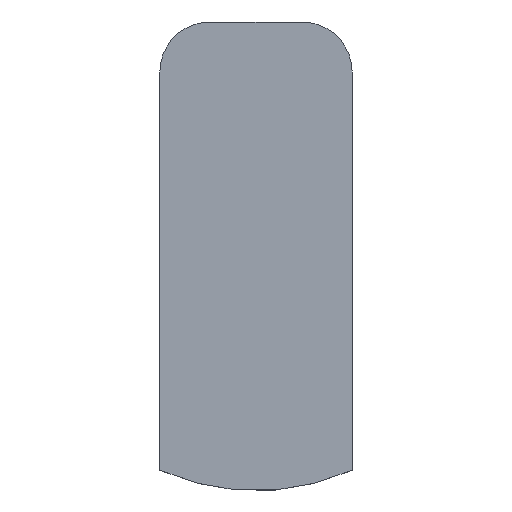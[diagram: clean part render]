
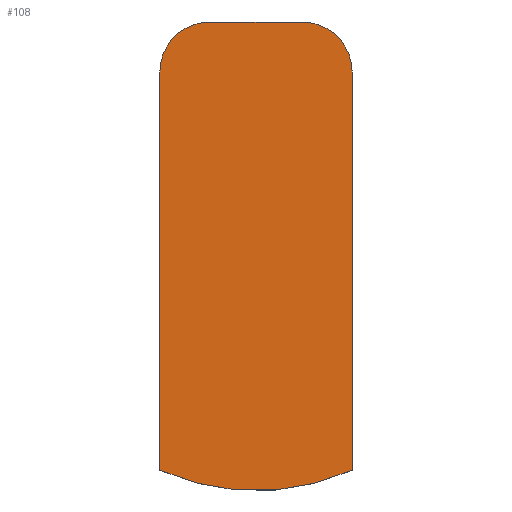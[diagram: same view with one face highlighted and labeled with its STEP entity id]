
A CAD part, top view. The second image highlights one B-rep face of the part: STEP entity #108.
In plain terms, the highlighted planar face has unit normal (0, 0, 1).
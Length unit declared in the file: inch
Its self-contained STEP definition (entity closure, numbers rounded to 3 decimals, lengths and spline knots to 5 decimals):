
#17 = CARTESIAN_POINT ( 'NONE',  ( 0., 0., 0.025 ) ) ;
#30 = ORIENTED_EDGE ( 'NONE', *, *, #185, .T. ) ;
#33 = CIRCLE ( 'NONE', #175, 0.032 ) ;
#34 = FACE_OUTER_BOUND ( 'NONE', #77, .T. ) ;
#37 = EDGE_CURVE ( 'NONE', #160, #104, #131, .T. ) ;
#41 = CARTESIAN_POINT ( 'NONE',  ( -0.0295, 0.118, 0.025 ) ) ;
#51 = ORIENTED_EDGE ( 'NONE', *, *, #195, .T. ) ;
#52 = DIRECTION ( 'NONE',  ( 1., 0., 0. ) ) ;
#65 = CARTESIAN_POINT ( 'NONE',  ( -0.0615, -0.13681, 0.025 ) ) ;
#72 = CIRCLE ( 'NONE', #154, 0.032 ) ;
#73 = VERTEX_POINT ( 'NONE', #170 ) ;
#77 = EDGE_LOOP ( 'NONE', ( #30, #103, #165, #228, #51, #146 ) ) ;
#79 = VERTEX_POINT ( 'NONE', #276 ) ;
#80 = CARTESIAN_POINT ( 'NONE',  ( 0.0295, 0.118, 0.025 ) ) ;
#92 = VECTOR ( 'NONE', #130, 39.37008 ) ;
#94 = VECTOR ( 'NONE', #263, 39.37008 ) ;
#98 = EDGE_CURVE ( 'NONE', #79, #168, #190, .T. ) ;
#103 = ORIENTED_EDGE ( 'NONE', *, *, #98, .T. ) ;
#104 = VERTEX_POINT ( 'NONE', #107 ) ;
#107 = CARTESIAN_POINT ( 'NONE',  ( -0.0295, 0.15, 0.025 ) ) ;
#108 = ADVANCED_FACE ( 'NONE', ( #34 ), #259, .T. ) ;
#109 = DIRECTION ( 'NONE',  ( 1., 0., 0. ) ) ;
#114 = LINE ( 'NONE', #262, #94 ) ;
#124 = EDGE_CURVE ( 'NONE', #168, #160, #33, .T. ) ;
#127 = VECTOR ( 'NONE', #236, 39.37008 ) ;
#130 = DIRECTION ( 'NONE',  ( -1., 0., 0. ) ) ;
#131 = LINE ( 'NONE', #151, #92 ) ;
#133 = AXIS2_PLACEMENT_3D ( 'NONE', #17, #237, #109 ) ;
#137 = DIRECTION ( 'NONE',  ( 0., 0., 1. ) ) ;
#146 = ORIENTED_EDGE ( 'NONE', *, *, #206, .T. ) ;
#151 = CARTESIAN_POINT ( 'NONE',  ( 0.0295, 0.15, 0.025 ) ) ;
#154 = AXIS2_PLACEMENT_3D ( 'NONE', #41, #240, #159 ) ;
#159 = DIRECTION ( 'NONE',  ( 1., 0., 0. ) ) ;
#160 = VERTEX_POINT ( 'NONE', #177 ) ;
#165 = ORIENTED_EDGE ( 'NONE', *, *, #124, .T. ) ;
#168 = VERTEX_POINT ( 'NONE', #181 ) ;
#170 = CARTESIAN_POINT ( 'NONE',  ( -0.0615, 0.118, 0.025 ) ) ;
#175 = AXIS2_PLACEMENT_3D ( 'NONE', #80, #253, #52 ) ;
#177 = CARTESIAN_POINT ( 'NONE',  ( 0.0295, 0.15, 0.025 ) ) ;
#179 = CARTESIAN_POINT ( 'NONE',  ( 0., 0., 0.025 ) ) ;
#181 = CARTESIAN_POINT ( 'NONE',  ( 0.0615, 0.118, 0.025 ) ) ;
#185 = EDGE_CURVE ( 'NONE', #210, #79, #245, .T. ) ;
#190 = LINE ( 'NONE', #213, #127 ) ;
#195 = EDGE_CURVE ( 'NONE', #104, #73, #72, .T. ) ;
#198 = AXIS2_PLACEMENT_3D ( 'NONE', #179, #137, #221 ) ;
#206 = EDGE_CURVE ( 'NONE', #73, #210, #114, .T. ) ;
#210 = VERTEX_POINT ( 'NONE', #65 ) ;
#213 = CARTESIAN_POINT ( 'NONE',  ( 0.0615, -0.13681, 0.025 ) ) ;
#221 = DIRECTION ( 'NONE',  ( 1., 0., 0. ) ) ;
#228 = ORIENTED_EDGE ( 'NONE', *, *, #37, .T. ) ;
#236 = DIRECTION ( 'NONE',  ( 0., 1., 0. ) ) ;
#237 = DIRECTION ( 'NONE',  ( 0., 0., 1. ) ) ;
#240 = DIRECTION ( 'NONE',  ( 0., 0., 1. ) ) ;
#245 = CIRCLE ( 'NONE', #198, 0.15 ) ;
#253 = DIRECTION ( 'NONE',  ( 0., 0., 1. ) ) ;
#259 = PLANE ( 'NONE',  #133 ) ;
#262 = CARTESIAN_POINT ( 'NONE',  ( -0.0615, -0.13681, 0.025 ) ) ;
#263 = DIRECTION ( 'NONE',  ( 0., -1., 0. ) ) ;
#276 = CARTESIAN_POINT ( 'NONE',  ( 0.0615, -0.13681, 0.025 ) ) ;
